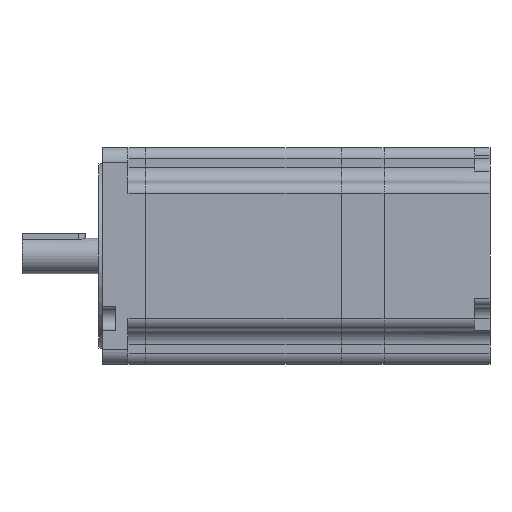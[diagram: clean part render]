
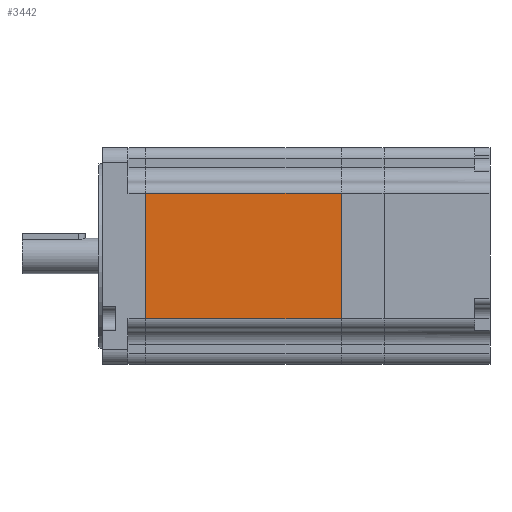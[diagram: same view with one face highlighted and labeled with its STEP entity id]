
A CAD part, left-side view. The second image highlights one B-rep face of the part: STEP entity #3442.
In plain terms, the highlighted planar face has unit normal (-1, 0, 0).
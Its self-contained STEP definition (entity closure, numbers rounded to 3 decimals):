
#179 = FACE_OUTER_BOUND ( 'NONE', #7050, .T. ) ;
#349 = ORIENTED_EDGE ( 'NONE', *, *, #634, .T. ) ;
#375 = CARTESIAN_POINT ( 'NONE',  ( 0., 77.5, -67.8 ) ) ;
#620 = CARTESIAN_POINT ( 'NONE',  ( 0., 77.5, -18.2 ) ) ;
#634 = EDGE_CURVE ( 'NONE', #6665, #7002, #7037, .T. ) ;
#961 = DIRECTION ( 'NONE',  ( 0., 0., -1. ) ) ;
#996 = VECTOR ( 'NONE', #7847, 1000. ) ;
#1039 = DIRECTION ( 'NONE',  ( 0., 0., 1. ) ) ;
#1123 = ORIENTED_EDGE ( 'NONE', *, *, #5673, .F. ) ;
#1160 = VECTOR ( 'NONE', #1039, 1000. ) ;
#1331 = CARTESIAN_POINT ( 'NONE',  ( 0., 0., -18.2 ) ) ;
#1630 = EDGE_CURVE ( 'NONE', #4772, #6665, #5850, .T. ) ;
#1676 = ORIENTED_EDGE ( 'NONE', *, *, #1630, .T. ) ;
#1994 = VECTOR ( 'NONE', #6236, 1000. ) ;
#2106 = VECTOR ( 'NONE', #4294, 1000. ) ;
#2609 = LINE ( 'NONE', #4087, #1160 ) ;
#3413 = CARTESIAN_POINT ( 'NONE',  ( 0., 77.5, -67.8 ) ) ;
#3442 = ADVANCED_FACE ( 'NONE', ( #179 ), #4005, .F. ) ;
#3627 = EDGE_CURVE ( 'NONE', #5852, #7002, #3721, .T. ) ;
#3721 = LINE ( 'NONE', #5501, #2106 ) ;
#3737 = AXIS2_PLACEMENT_3D ( 'NONE', #3413, #4635, #961 ) ;
#4005 = PLANE ( 'NONE',  #3737 ) ;
#4087 = CARTESIAN_POINT ( 'NONE',  ( 0., 77.5, -67.8 ) ) ;
#4294 = DIRECTION ( 'NONE',  ( 0., -1., 0. ) ) ;
#4635 = DIRECTION ( 'NONE',  ( 1., 0., 0. ) ) ;
#4772 = VERTEX_POINT ( 'NONE', #4867 ) ;
#4867 = CARTESIAN_POINT ( 'NONE',  ( 0., 77.5, -67.8 ) ) ;
#5501 = CARTESIAN_POINT ( 'NONE',  ( 0., 77.5, -18.2 ) ) ;
#5673 = EDGE_CURVE ( 'NONE', #4772, #5852, #2609, .T. ) ;
#5818 = ORIENTED_EDGE ( 'NONE', *, *, #3627, .F. ) ;
#5850 = LINE ( 'NONE', #375, #996 ) ;
#5852 = VERTEX_POINT ( 'NONE', #620 ) ;
#5884 = CARTESIAN_POINT ( 'NONE',  ( 0., 0., -67.8 ) ) ;
#6236 = DIRECTION ( 'NONE',  ( 0., 0., 1. ) ) ;
#6665 = VERTEX_POINT ( 'NONE', #5884 ) ;
#7002 = VERTEX_POINT ( 'NONE', #1331 ) ;
#7037 = LINE ( 'NONE', #7262, #1994 ) ;
#7050 = EDGE_LOOP ( 'NONE', ( #349, #5818, #1123, #1676 ) ) ;
#7262 = CARTESIAN_POINT ( 'NONE',  ( 0., 0., -67.8 ) ) ;
#7847 = DIRECTION ( 'NONE',  ( 0., -1., 0. ) ) ;
